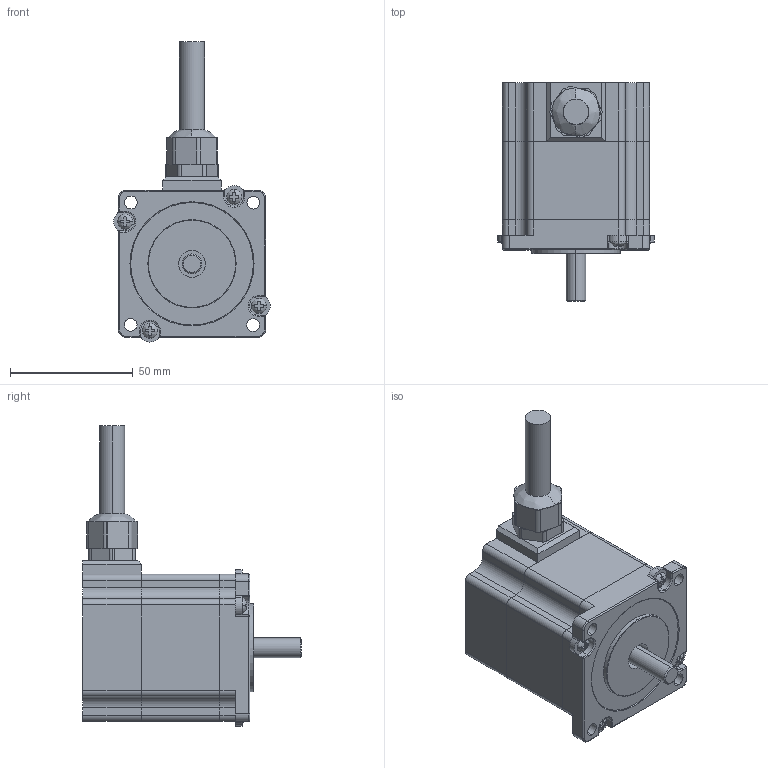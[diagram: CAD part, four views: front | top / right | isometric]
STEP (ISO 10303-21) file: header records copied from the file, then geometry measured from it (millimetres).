
FILE_DESCRIPTION(('FreeCAD Model'),'2;1');
FILE_NAME('MSW241B234W1AA4.0 .STEP', '2017-02-06T11:26:45',('Author'),(''), 'Open CASCADE STEP processor 6.8','FreeCAD','Unknown');
FILE_SCHEMA(('AUTOMOTIVE_DESIGN_CC2 { 1 2 10303 214 -1 1 5 4 }'));
Length unit declared in the file: millimetre
Products named in the file (5): ASSEMBLY; Shaft; Rear_flange; House; Front_flange
Assembly tree (4 placements, depth 2):
  ASSEMBLY
    Shaft
    Rear_flange
    House
    Front_flange
Bounding box: 63.86 x 89.2 x 122.43 mm (x, y, z)
Volume: 198020.8 mm3; surface area: 43776.2 mm2
Topology: 4 solids, 4 shells, 313 faces, 823 edges, 525 vertices
Faces by surface type: plane 150, cylinder 128, torus 17, bspline 10, cone 8
Entity records: 37558 total; most frequent: CARTESIAN_POINT 22356, DIRECTION 2470, ORIENTED_EDGE 1646, PCURVE 1646, DEFINITIONAL_REPRESENTATION 1646, LINE 1089, VECTOR 1089, B_SPLINE_CURVE_WITH_KNOTS 830
